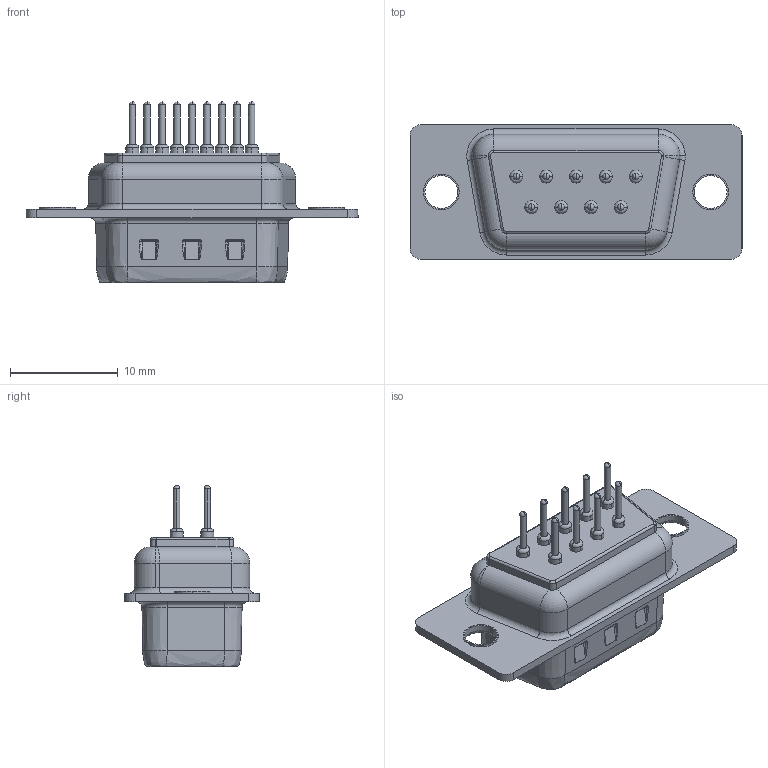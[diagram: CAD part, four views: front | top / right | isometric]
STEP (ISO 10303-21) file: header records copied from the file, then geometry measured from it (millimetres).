
FILE_DESCRIPTION (( 'STEP AP214' ), '1' );
FILE_NAME ('FDM0905-M0DS101W1K-REF.STEP', '2026-02-11T06:16:02', ( '' ), ( '' ), 'SwSTEP 2.0', 'SolidWorks 2021', '' );
FILE_SCHEMA (( 'AUTOMOTIVE_DESIGN' ));
Length unit declared in the file: millimetre
Products named in the file (1): FDM0905-M0DS101W1K-REF
Bounding box: 30.81 x 12.5 x 16.8 mm (x, y, z)
Volume: 1339.7 mm3; surface area: 2048.1 mm2
Topology: 1 solids, 2 shells, 443 faces, 1070 edges, 616 vertices
Faces by surface type: cylinder 200, plane 83, torus 55, sphere 51, bspline 44, cone 10
Entity records: 13296 total; most frequent: CARTESIAN_POINT 3551, DIRECTION 2152, ORIENTED_EDGE 1996, EDGE_CURVE 998, AXIS2_PLACEMENT_3D 885, VERTEX_POINT 592, CIRCLE 485, EDGE_LOOP 482
